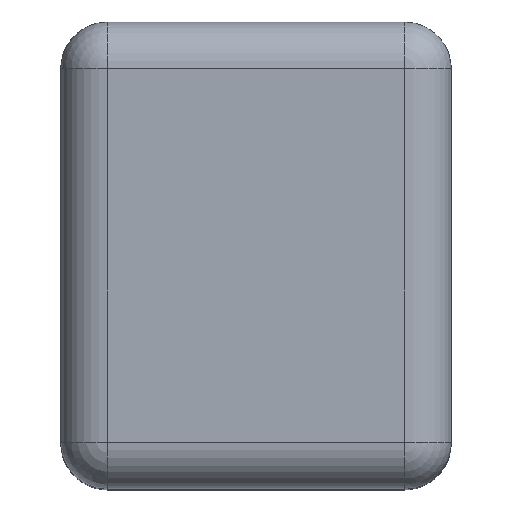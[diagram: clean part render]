
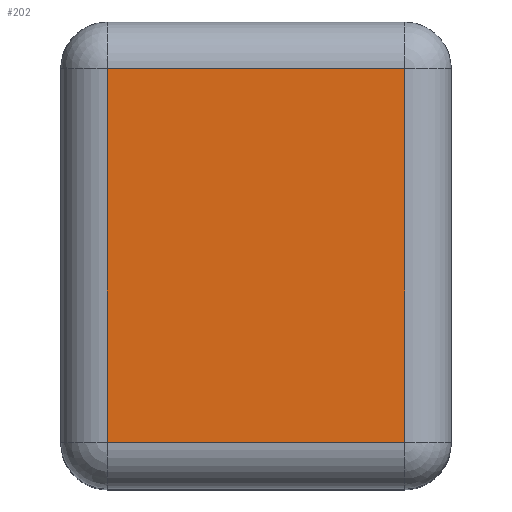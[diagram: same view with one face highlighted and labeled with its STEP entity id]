
A CAD part, top view. The second image highlights one B-rep face of the part: STEP entity #202.
In plain terms, the highlighted planar face has unit normal (0, 0, 1).
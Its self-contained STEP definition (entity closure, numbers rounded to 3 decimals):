
#13=DIRECTION('',(0.,0.,1.));
#34=VECTOR('',#35,1.);
#35=DIRECTION('',(0.,1.,0.));
#46=DIRECTION('',(1.,0.,0.));
#79=VERTEX_POINT('',#80);
#80=CARTESIAN_POINT('',(-0.5,-2.2,7.));
#88=VERTEX_POINT('',#89);
#89=CARTESIAN_POINT('',(-0.5,2.2,7.));
#93=ORIENTED_EDGE('',*,*,#94,.F.);
#94=EDGE_CURVE('',#79,#88,#95,.T.);
#95=LINE('',#80,#34);
#107=VECTOR('',#46,1.);
#194=VECTOR('',#195,1.);
#195=DIRECTION('',(-1.,-0.,-0.));
#202=ADVANCED_FACE('',(#203),#220,.T.);
#203=FACE_BOUND('',#204,.T.);
#204=EDGE_LOOP('',(#205,#93,#210,#215));
#205=ORIENTED_EDGE('',*,*,#206,.F.);
#206=EDGE_CURVE('',#88,#207,#209,.T.);
#207=VERTEX_POINT('',#208);
#208=CARTESIAN_POINT('',(3.,2.2,7.));
#209=LINE('',#89,#107);
#210=ORIENTED_EDGE('',*,*,#211,.F.);
#211=EDGE_CURVE('',#212,#79,#214,.T.);
#212=VERTEX_POINT('',#213);
#213=CARTESIAN_POINT('',(3.,-2.2,7.));
#214=LINE('',#213,#194);
#215=ORIENTED_EDGE('',*,*,#216,.F.);
#216=EDGE_CURVE('',#207,#212,#217,.T.);
#217=LINE('',#208,#218);
#218=VECTOR('',#219,1.);
#219=DIRECTION('',(-0.,-1.,-0.));
#220=PLANE('',#221);
#221=AXIS2_PLACEMENT_3D('',#222,#13,#46);
#222=CARTESIAN_POINT('',(-1.05,-2.75,7.));
